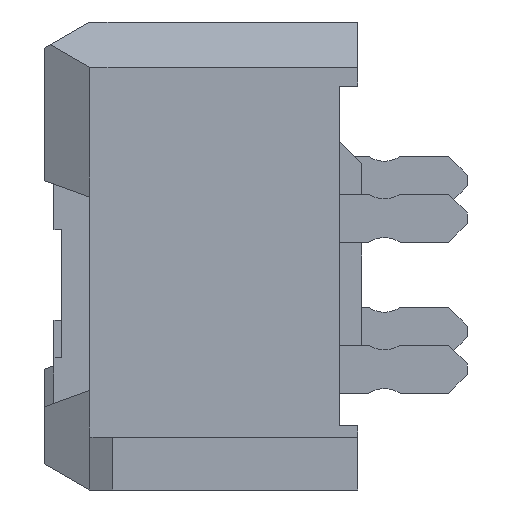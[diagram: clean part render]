
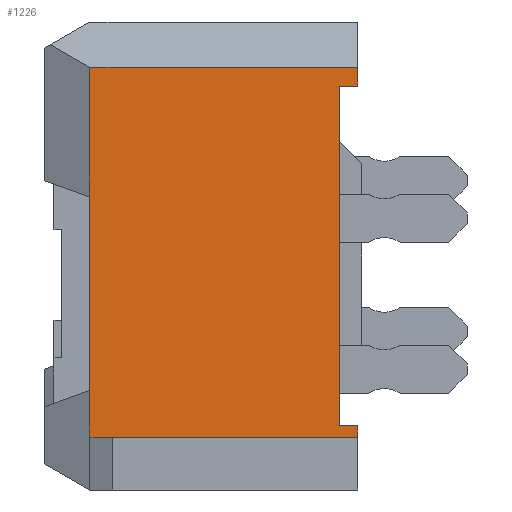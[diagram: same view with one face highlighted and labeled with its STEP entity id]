
A CAD part, left-side view. The second image highlights one B-rep face of the part: STEP entity #1226.
In plain terms, the highlighted planar face has unit normal (-1, 0, 0).
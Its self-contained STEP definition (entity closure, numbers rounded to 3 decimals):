
#1226 = ADVANCED_FACE( '', ( #2627 ), #2628, .F. );
#2627 = FACE_OUTER_BOUND( '', #4217, .T. );
#2628 = PLANE( '', #4218 );
#4217 = EDGE_LOOP( '', ( #7926, #7927, #7928, #7929, #7930, #7931, #7932, #7933, #7934, #7935 ) );
#4218 = AXIS2_PLACEMENT_3D( '', #7936, #7937, #7938 );
#7926 = ORIENTED_EDGE( '', *, *, #11510, .T. );
#7927 = ORIENTED_EDGE( '', *, *, #11617, .T. );
#7928 = ORIENTED_EDGE( '', *, *, #11618, .T. );
#7929 = ORIENTED_EDGE( '', *, *, #11157, .F. );
#7930 = ORIENTED_EDGE( '', *, *, #11428, .T. );
#7931 = ORIENTED_EDGE( '', *, *, #10897, .F. );
#7932 = ORIENTED_EDGE( '', *, *, #11141, .T. );
#7933 = ORIENTED_EDGE( '', *, *, #11619, .T. );
#7934 = ORIENTED_EDGE( '', *, *, #11620, .T. );
#7935 = ORIENTED_EDGE( '', *, *, #11621, .F. );
#7936 = CARTESIAN_POINT( '', ( -5.825, 4.15, -3.1 ) );
#7937 = DIRECTION( '', ( 1., 0., 0. ) );
#7938 = DIRECTION( '', ( 0., 0., -1. ) );
#10897 = EDGE_CURVE( '', #13602, #13604, #13605, .T. );
#11141 = EDGE_CURVE( '', #13602, #13984, #13986, .T. );
#11157 = EDGE_CURVE( '', #14004, #14006, #14007, .T. );
#11428 = EDGE_CURVE( '', #14004, #13604, #14386, .T. );
#11510 = EDGE_CURVE( '', #14492, #13791, #14493, .T. );
#11617 = EDGE_CURVE( '', #13791, #13639, #14630, .T. );
#11618 = EDGE_CURVE( '', #13639, #14006, #14631, .T. );
#11619 = EDGE_CURVE( '', #13984, #14632, #14633, .T. );
#11620 = EDGE_CURVE( '', #14632, #14634, #14635, .T. );
#11621 = EDGE_CURVE( '', #14492, #14634, #14636, .T. );
#13602 = VERTEX_POINT( '', #17319 );
#13604 = VERTEX_POINT( '', #17322 );
#13605 = LINE( '', #17323, #17324 );
#13639 = VERTEX_POINT( '', #17371 );
#13791 = VERTEX_POINT( '', #17589 );
#13984 = VERTEX_POINT( '', #17886 );
#13986 = LINE( '', #17889, #17890 );
#14004 = VERTEX_POINT( '', #17920 );
#14006 = VERTEX_POINT( '', #17923 );
#14007 = LINE( '', #17924, #17925 );
#14386 = LINE( '', #18481, #18482 );
#14492 = VERTEX_POINT( '', #18640 );
#14493 = LINE( '', #18641, #18642 );
#14630 = LINE( '', #18844, #18845 );
#14631 = LINE( '', #18846, #18847 );
#14632 = VERTEX_POINT( '', #18848 );
#14633 = LINE( '', #18849, #18850 );
#14634 = VERTEX_POINT( '', #18851 );
#14635 = LINE( '', #18852, #18853 );
#14636 = LINE( '', #18854, #18855 );
#17319 = CARTESIAN_POINT( '', ( -5.825, 0.25, -2.25 ) );
#17322 = CARTESIAN_POINT( '', ( -5.825, 0., -2.25 ) );
#17323 = CARTESIAN_POINT( '', ( -5.825, 0.25, -2.25 ) );
#17324 = VECTOR( '', #20505, 1000. );
#17371 = CARTESIAN_POINT( '', ( -5.825, 3.55, -1.78 ) );
#17589 = CARTESIAN_POINT( '', ( -5.825, 3.55, 0.78 ) );
#17886 = CARTESIAN_POINT( '', ( -5.825, 0.25, 2.25 ) );
#17889 = CARTESIAN_POINT( '', ( -5.825, 0.25, -2.25 ) );
#17890 = VECTOR( '', #20741, 1000. );
#17920 = CARTESIAN_POINT( '', ( -5.825, 0., -2.4 ) );
#17923 = CARTESIAN_POINT( '', ( -5.825, 3.55, -2.4 ) );
#17924 = CARTESIAN_POINT( '', ( -5.825, 4.15, -2.4 ) );
#17925 = VECTOR( '', #20755, 1000. );
#18481 = CARTESIAN_POINT( '', ( -5.825, 0., -3.1 ) );
#18482 = VECTOR( '', #20999, 1000. );
#18640 = CARTESIAN_POINT( '', ( -5.825, 3.55, 2.5 ) );
#18641 = CARTESIAN_POINT( '', ( -5.825, 3.55, 3.1 ) );
#18642 = VECTOR( '', #21076, 1000. );
#18844 = CARTESIAN_POINT( '', ( -5.825, 3.55, 0.78 ) );
#18845 = VECTOR( '', #21175, 1000. );
#18846 = CARTESIAN_POINT( '', ( -5.825, 3.55, 3.1 ) );
#18847 = VECTOR( '', #21176, 1000. );
#18848 = CARTESIAN_POINT( '', ( -5.825, 0., 2.25 ) );
#18849 = CARTESIAN_POINT( '', ( -5.825, 0.25, 2.25 ) );
#18850 = VECTOR( '', #21177, 1000. );
#18851 = CARTESIAN_POINT( '', ( -5.825, 0., 2.5 ) );
#18852 = CARTESIAN_POINT( '', ( -5.825, 0., -3.1 ) );
#18853 = VECTOR( '', #21178, 1000. );
#18854 = CARTESIAN_POINT( '', ( -5.825, 4.15, 2.5 ) );
#18855 = VECTOR( '', #21179, 1000. );
#20505 = DIRECTION( '', ( 0., -1., 0. ) );
#20741 = DIRECTION( '', ( 0., 0., 1. ) );
#20755 = DIRECTION( '', ( 0., 1., 0. ) );
#20999 = DIRECTION( '', ( 0., 0., 1. ) );
#21076 = DIRECTION( '', ( 0., 0., -1. ) );
#21175 = DIRECTION( '', ( 0., 0., -1. ) );
#21176 = DIRECTION( '', ( 0., 0., -1. ) );
#21177 = DIRECTION( '', ( 0., -1., 0. ) );
#21178 = DIRECTION( '', ( 0., 0., 1. ) );
#21179 = DIRECTION( '', ( 0., -1., 0. ) );
